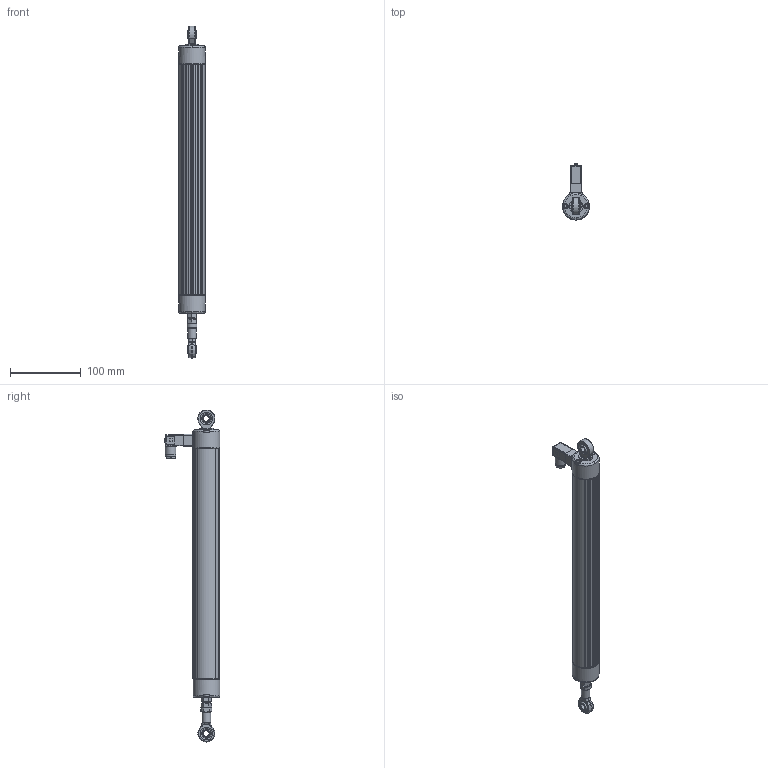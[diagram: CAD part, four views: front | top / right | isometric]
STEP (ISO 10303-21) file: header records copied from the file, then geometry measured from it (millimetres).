
FILE_DESCRIPTION (( 'STEP AP214' ), '1' );
FILE_NAME ('LCR-38P-0275-D5-C1.STEP', '2024-10-01T20:51:33', ( '' ), ( '' ), 'SwSTEP 2.0', 'SolidWorks 2023', '' );
FILE_SCHEMA (( 'AUTOMOTIVE_DESIGN' ));
Length unit declared in the file: inch
Products named in the file (1): LCR-38P-0275-D5-C1
Bounding box: 37.8 x 78.57 x 469 mm (x, y, z)
Volume: 436384.9 mm3; surface area: 80977.7 mm2
Topology: 11 solids, 14 shells, 657 faces, 1664 edges, 1058 vertices
Faces by surface type: plane 295, cylinder 210, bspline 94, sphere 29, cone 26, torus 3
Full cylindrical faces by diameter (mm): 1.6 x7, 2 x3, 2.3 x3, 2.37 x1, 2.4 x2, 2.536 x2, 2.6 x4, 2.818 x2, 3 x1, 3.4 x2, 3.8 x4, 3.85 x4, 5.6 x1, 6 x1, 6.2 x1, 6.5 x1, 7 x2, 7.2 x4, 8 x4, 8.039 x1, 10 x1, 10.65 x1, 11 x1, 11.4 x1, 12.2 x2, 14 x3, 14.78 x1, 15 x1, 16.87 x1, 18 x2
Entity records: 23107 total; most frequent: CARTESIAN_POINT 8598, ORIENTED_EDGE 2936, DIRECTION 2878, EDGE_CURVE 1468, AXIS2_PLACEMENT_3D 1127, VERTEX_POINT 995, EDGE_LOOP 857, FACE_OUTER_BOUND 729
